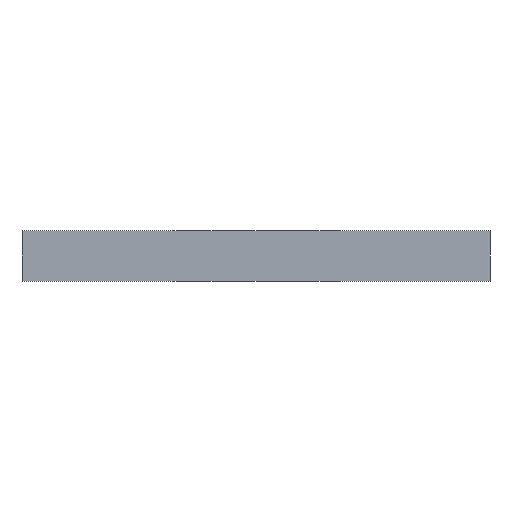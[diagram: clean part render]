
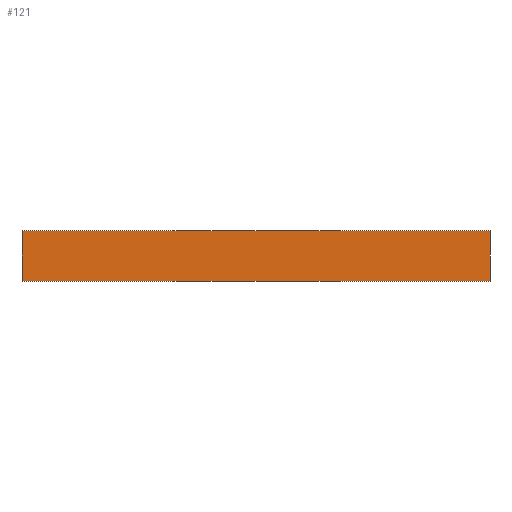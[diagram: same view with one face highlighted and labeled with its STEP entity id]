
A CAD part, front view. The second image highlights one B-rep face of the part: STEP entity #121.
In plain terms, the highlighted planar face has unit normal (0, -1, 0).
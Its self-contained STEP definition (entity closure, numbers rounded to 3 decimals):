
#4 = CARTESIAN_POINT ( 'NONE',  ( 14., -150., 1.5 ) ) ;
#13 = CARTESIAN_POINT ( 'NONE',  ( -14., -150., 1.5 ) ) ;
#23 = LINE ( 'NONE', #95, #65 ) ;
#27 = AXIS2_PLACEMENT_3D ( 'NONE', #45, #48, #291 ) ;
#30 = ORIENTED_EDGE ( 'NONE', *, *, #83, .T. ) ;
#37 = CARTESIAN_POINT ( 'NONE',  ( 14., -150., -1.5 ) ) ;
#39 = VECTOR ( 'NONE', #274, 1000. ) ;
#45 = CARTESIAN_POINT ( 'NONE',  ( 14., -150., 1.5 ) ) ;
#47 = ORIENTED_EDGE ( 'NONE', *, *, #86, .T. ) ;
#48 = DIRECTION ( 'NONE',  ( 0., 1., 0. ) ) ;
#53 = VECTOR ( 'NONE', #153, 1000. ) ;
#65 = VECTOR ( 'NONE', #124, 1000. ) ;
#66 = VERTEX_POINT ( 'NONE', #96 ) ;
#69 = FACE_OUTER_BOUND ( 'NONE', #259, .T. ) ;
#75 = DIRECTION ( 'NONE',  ( 0., 0., -1. ) ) ;
#83 = EDGE_CURVE ( 'NONE', #254, #66, #23, .T. ) ;
#86 = EDGE_CURVE ( 'NONE', #66, #263, #167, .T. ) ;
#95 = CARTESIAN_POINT ( 'NONE',  ( -14., -150., 1.5 ) ) ;
#96 = CARTESIAN_POINT ( 'NONE',  ( -14., -150., -1.5 ) ) ;
#118 = ORIENTED_EDGE ( 'NONE', *, *, #224, .F. ) ;
#121 = ADVANCED_FACE ( 'NONE', ( #69 ), #265, .F. ) ;
#124 = DIRECTION ( 'NONE',  ( 0., 0., -1. ) ) ;
#136 = CARTESIAN_POINT ( 'NONE',  ( 14., -150., 1.5 ) ) ;
#144 = EDGE_CURVE ( 'NONE', #183, #263, #145, .T. ) ;
#145 = LINE ( 'NONE', #4, #256 ) ;
#150 = ORIENTED_EDGE ( 'NONE', *, *, #144, .F. ) ;
#153 = DIRECTION ( 'NONE',  ( 1., 0., 0. ) ) ;
#167 = LINE ( 'NONE', #210, #53 ) ;
#183 = VERTEX_POINT ( 'NONE', #184 ) ;
#184 = CARTESIAN_POINT ( 'NONE',  ( 14., -150., 1.5 ) ) ;
#210 = CARTESIAN_POINT ( 'NONE',  ( 14., -150., -1.5 ) ) ;
#220 = LINE ( 'NONE', #136, #39 ) ;
#224 = EDGE_CURVE ( 'NONE', #254, #183, #220, .T. ) ;
#254 = VERTEX_POINT ( 'NONE', #13 ) ;
#256 = VECTOR ( 'NONE', #75, 1000. ) ;
#259 = EDGE_LOOP ( 'NONE', ( #47, #150, #118, #30 ) ) ;
#263 = VERTEX_POINT ( 'NONE', #37 ) ;
#265 = PLANE ( 'NONE',  #27 ) ;
#274 = DIRECTION ( 'NONE',  ( 1., 0., 0. ) ) ;
#291 = DIRECTION ( 'NONE',  ( 0., 0., 1. ) ) ;
